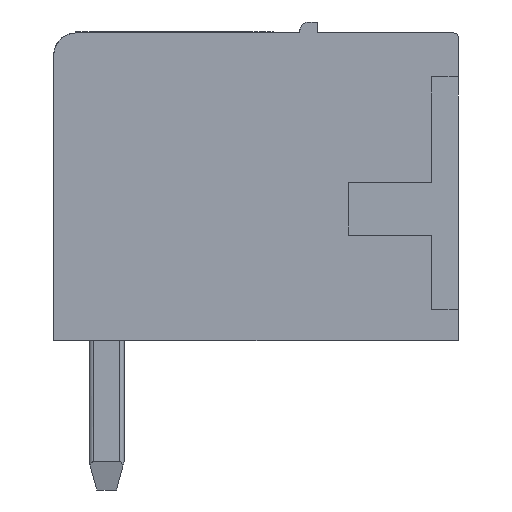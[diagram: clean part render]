
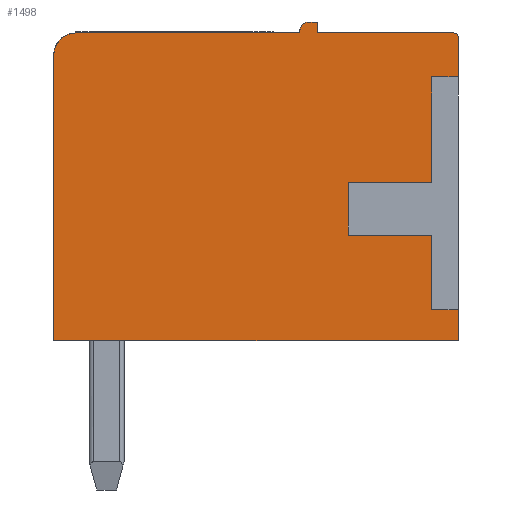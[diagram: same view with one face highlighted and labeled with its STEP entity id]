
A CAD part, left-side view. The second image highlights one B-rep face of the part: STEP entity #1498.
In plain terms, the highlighted planar face has unit normal (-1, 0.018, 0).
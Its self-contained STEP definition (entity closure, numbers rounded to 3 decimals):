
#1498=ADVANCED_FACE('',(#2915),#2916,.F.);
#2915=FACE_OUTER_BOUND('',#5167,.T.);
#2916=PLANE('',#5168);
#5167=EDGE_LOOP('',(#7317,#7318,#7319,#7320,#7321,#7322,#7323,#7324,#7325,#7326,#7327,#7328,#7329,#7330,#7331,#7332,#7333,#7334,#7335));
#5168=AXIS2_PLACEMENT_3D('',#7336,#7337,#7338);
#7317=ORIENTED_EDGE('',*,*,#10051,.T.);
#7318=ORIENTED_EDGE('',*,*,#10052,.T.);
#7319=ORIENTED_EDGE('',*,*,#10053,.F.);
#7320=ORIENTED_EDGE('',*,*,#10054,.F.);
#7321=ORIENTED_EDGE('',*,*,#10055,.F.);
#7322=ORIENTED_EDGE('',*,*,#10056,.F.);
#7323=ORIENTED_EDGE('',*,*,#10057,.T.);
#7324=ORIENTED_EDGE('',*,*,#10058,.T.);
#7325=ORIENTED_EDGE('',*,*,#10059,.T.);
#7326=ORIENTED_EDGE('',*,*,#10060,.T.);
#7327=ORIENTED_EDGE('',*,*,#10061,.T.);
#7328=ORIENTED_EDGE('',*,*,#10062,.T.);
#7329=ORIENTED_EDGE('',*,*,#10063,.T.);
#7330=ORIENTED_EDGE('',*,*,#10064,.F.);
#7331=ORIENTED_EDGE('',*,*,#10045,.F.);
#7332=ORIENTED_EDGE('',*,*,#10065,.F.);
#7333=ORIENTED_EDGE('',*,*,#10066,.T.);
#7334=ORIENTED_EDGE('',*,*,#10067,.F.);
#7335=ORIENTED_EDGE('',*,*,#10068,.F.);
#7336=CARTESIAN_POINT('',(-0.025,-1.414,7.975));
#7337=DIRECTION('',(1.,-0.017,0.));
#7338=DIRECTION('',(0.,0.,-1.0));
#10045=EDGE_CURVE('',#11400,#11398,#11402,.T.);
#10051=EDGE_CURVE('',#11410,#11411,#11412,.T.);
#10052=EDGE_CURVE('',#11411,#11413,#11414,.T.);
#10053=EDGE_CURVE('',#11415,#11413,#11416,.T.);
#10054=EDGE_CURVE('',#11417,#11415,#11418,.T.);
#10055=EDGE_CURVE('',#11419,#11417,#11420,.T.);
#10056=EDGE_CURVE('',#11421,#11419,#11422,.T.);
#10057=EDGE_CURVE('',#11421,#11423,#11424,.T.);
#10058=EDGE_CURVE('',#11423,#11425,#11426,.T.);
#10059=EDGE_CURVE('',#11425,#11427,#11428,.T.);
#10060=EDGE_CURVE('',#11427,#11429,#11430,.T.);
#10061=EDGE_CURVE('',#11429,#11431,#11432,.T.);
#10062=EDGE_CURVE('',#11431,#11433,#11434,.T.);
#10063=EDGE_CURVE('',#11433,#11435,#11436,.T.);
#10064=EDGE_CURVE('',#11398,#11435,#11437,.T.);
#10065=EDGE_CURVE('',#11438,#11400,#11439,.T.);
#10066=EDGE_CURVE('',#11438,#11440,#11441,.T.);
#10067=EDGE_CURVE('',#11442,#11440,#11443,.T.);
#10068=EDGE_CURVE('',#11410,#11442,#11444,.T.);
#11398=VERTEX_POINT('',#13375);
#11400=VERTEX_POINT('',#13378);
#11402=ELLIPSE('',#13381,0.1,0.1);
#11410=VERTEX_POINT('',#13392);
#11411=VERTEX_POINT('',#13393);
#11412=LINE('',#13394,#13395);
#11413=VERTEX_POINT('',#13396);
#11414=LINE('',#13397,#13398);
#11415=VERTEX_POINT('',#13399);
#11416=ELLIPSE('',#13400,0.5,0.5);
#11417=VERTEX_POINT('',#13401);
#11418=LINE('',#13402,#13403);
#11419=VERTEX_POINT('',#13404);
#11420=LINE('',#13405,#13406);
#11421=VERTEX_POINT('',#13407);
#11422=LINE('',#13408,#13409);
#11423=VERTEX_POINT('',#13410);
#11424=LINE('',#13411,#13412);
#11425=VERTEX_POINT('',#13413);
#11426=LINE('',#13414,#13415);
#11427=VERTEX_POINT('',#13416);
#11428=LINE('',#13417,#13418);
#11429=VERTEX_POINT('',#13419);
#11430=LINE('',#13420,#13421);
#11431=VERTEX_POINT('',#13422);
#11432=LINE('',#13423,#13424);
#11433=VERTEX_POINT('',#13425);
#11434=LINE('',#13426,#13427);
#11435=VERTEX_POINT('',#13428);
#11436=LINE('',#13429,#13430);
#11437=LINE('',#13431,#13432);
#11438=VERTEX_POINT('',#13433);
#11439=LINE('',#13434,#13435);
#11440=VERTEX_POINT('',#13436);
#11441=LINE('',#13437,#13438);
#11442=VERTEX_POINT('',#13439);
#11443=LINE('',#13440,#13441);
#11444=ELLIPSE('',#13442,0.2,0.2);
#13375=CARTESIAN_POINT('',(0.,0.,6.9));
#13378=CARTESIAN_POINT('',(0.002,0.1,7.));
#13381=AXIS2_PLACEMENT_3D('',#15825,#15826,#15827);
#13392=CARTESIAN_POINT('',(0.063,3.6,7.05));
#13393=CARTESIAN_POINT('',(0.063,3.6,7.));
#13394=CARTESIAN_POINT('',(0.063,3.6,5.238));
#13395=VECTOR('',#15831,1.0);
#13396=CARTESIAN_POINT('',(0.152,8.7,7.));
#13397=CARTESIAN_POINT('',(0.083,4.729,7.));
#13398=VECTOR('',#15832,1.0);
#13399=CARTESIAN_POINT('',(0.161,9.2,6.5));
#13400=AXIS2_PLACEMENT_3D('',#15833,#15834,#15835);
#13401=CARTESIAN_POINT('',(0.161,9.2,0.));
#13402=CARTESIAN_POINT('',(0.161,9.2,5.238));
#13403=VECTOR('',#15836,1.0);
#13404=CARTESIAN_POINT('',(0.,0.,0.));
#13405=CARTESIAN_POINT('',(0.083,4.729,0.));
#13406=VECTOR('',#15837,1.0);
#13407=CARTESIAN_POINT('',(0.,0.,0.7));
#13408=CARTESIAN_POINT('',(0.,0.,5.238));
#13409=VECTOR('',#15838,1.0);
#13410=CARTESIAN_POINT('',(0.01,0.6,0.7));
#13411=CARTESIAN_POINT('',(0.083,4.729,0.7));
#13412=VECTOR('',#15839,1.0);
#13413=CARTESIAN_POINT('',(0.01,0.6,2.4));
#13414=CARTESIAN_POINT('',(0.01,0.6,5.238));
#13415=VECTOR('',#15840,1.0);
#13416=CARTESIAN_POINT('',(0.044,2.5,2.4));
#13417=CARTESIAN_POINT('',(0.083,4.729,2.4));
#13418=VECTOR('',#15841,1.0);
#13419=CARTESIAN_POINT('',(0.044,2.5,3.6));
#13420=CARTESIAN_POINT('',(0.044,2.5,5.238));
#13421=VECTOR('',#15842,1.0);
#13422=CARTESIAN_POINT('',(0.01,0.6,3.6));
#13423=CARTESIAN_POINT('',(0.083,4.729,3.6));
#13424=VECTOR('',#15843,1.0);
#13425=CARTESIAN_POINT('',(0.01,0.6,6.));
#13426=CARTESIAN_POINT('',(0.01,0.6,5.238));
#13427=VECTOR('',#15844,1.0);
#13428=CARTESIAN_POINT('',(0.,0.,6.));
#13429=CARTESIAN_POINT('',(0.083,4.729,6.));
#13430=VECTOR('',#15845,1.0);
#13431=CARTESIAN_POINT('',(0.,0.,5.238));
#13432=VECTOR('',#15846,1.0);
#13433=CARTESIAN_POINT('',(0.056,3.2,7.));
#13434=CARTESIAN_POINT('',(0.083,4.729,7.));
#13435=VECTOR('',#15847,1.0);
#13436=CARTESIAN_POINT('',(0.056,3.2,7.25));
#13437=CARTESIAN_POINT('',(0.056,3.2,5.238));
#13438=VECTOR('',#15848,1.0);
#13439=CARTESIAN_POINT('',(0.059,3.4,7.25));
#13440=CARTESIAN_POINT('',(0.083,4.729,7.25));
#13441=VECTOR('',#15849,1.0);
#13442=AXIS2_PLACEMENT_3D('',#15850,#15851,#15852);
#15825=CARTESIAN_POINT('',(0.002,0.1,6.9));
#15826=DIRECTION('',(1.,-0.017,0.));
#15827=DIRECTION('',(0.017,1.,0.));
#15831=DIRECTION('',(0.,0.,-1.0));
#15832=DIRECTION('',(0.017,1.,0.));
#15833=CARTESIAN_POINT('',(0.152,8.7,6.5));
#15834=DIRECTION('',(1.,-0.017,0.));
#15835=DIRECTION('',(0.017,1.,0.));
#15836=DIRECTION('',(0.,0.,1.0));
#15837=DIRECTION('',(0.017,1.,0.));
#15838=DIRECTION('',(0.,0.,-1.0));
#15839=DIRECTION('',(0.017,1.,0.));
#15840=DIRECTION('',(0.,0.,1.0));
#15841=DIRECTION('',(0.017,1.,0.));
#15842=DIRECTION('',(0.,0.,1.0));
#15843=DIRECTION('',(-0.017,-1.,0.));
#15844=DIRECTION('',(0.,0.,1.0));
#15845=DIRECTION('',(-0.017,-1.,0.));
#15846=DIRECTION('',(0.,0.,-1.0));
#15847=DIRECTION('',(-0.017,-1.,0.));
#15848=DIRECTION('',(0.,0.,1.0));
#15849=DIRECTION('',(-0.017,-1.,0.));
#15850=CARTESIAN_POINT('',(0.059,3.4,7.05));
#15851=DIRECTION('',(1.,-0.017,0.));
#15852=DIRECTION('',(0.017,1.,0.));
